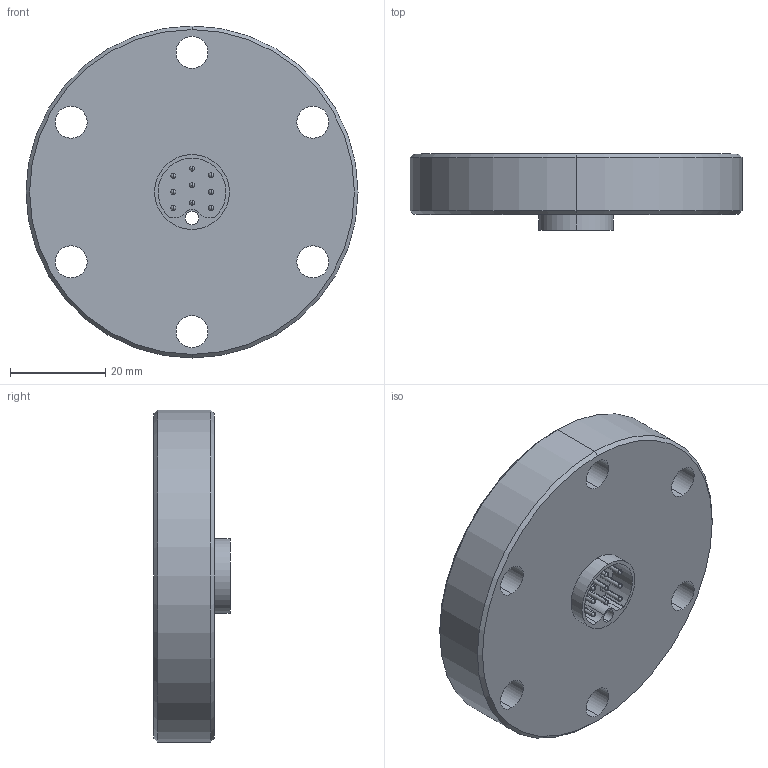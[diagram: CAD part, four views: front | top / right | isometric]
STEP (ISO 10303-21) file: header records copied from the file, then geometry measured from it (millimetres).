
FILE_DESCRIPTION (( 'STEP AP203' ), '1' );
FILE_NAME ('A3046-1-CF.STEP', '2013-04-12T11:53:48', ( '' ), ( '' ), 'SwSTEP 2.0', 'SolidWorks 2012', '' );
FILE_SCHEMA (( 'CONFIG_CONTROL_DESIGN' ));
Length unit declared in the file: inch
Products named in the file (1): A3046-1-CF
Bounding box: 69.85 x 16 x 69.85 mm (x, y, z)
Surface area: 13379.7 mm2 (no closed solid volume)
Topology: 0 solids, 2 shells, 129 faces, 324 edges, 202 vertices
Faces by surface type: cylinder 74, torus 38, plane 11, cone 6
Entity records: 4054 total; most frequent: DIRECTION 816, CARTESIAN_POINT 656, ORIENTED_EDGE 604, AXIS2_PLACEMENT_3D 362, EDGE_CURVE 324, CIRCLE 232, VERTEX_POINT 202, EDGE_LOOP 166
